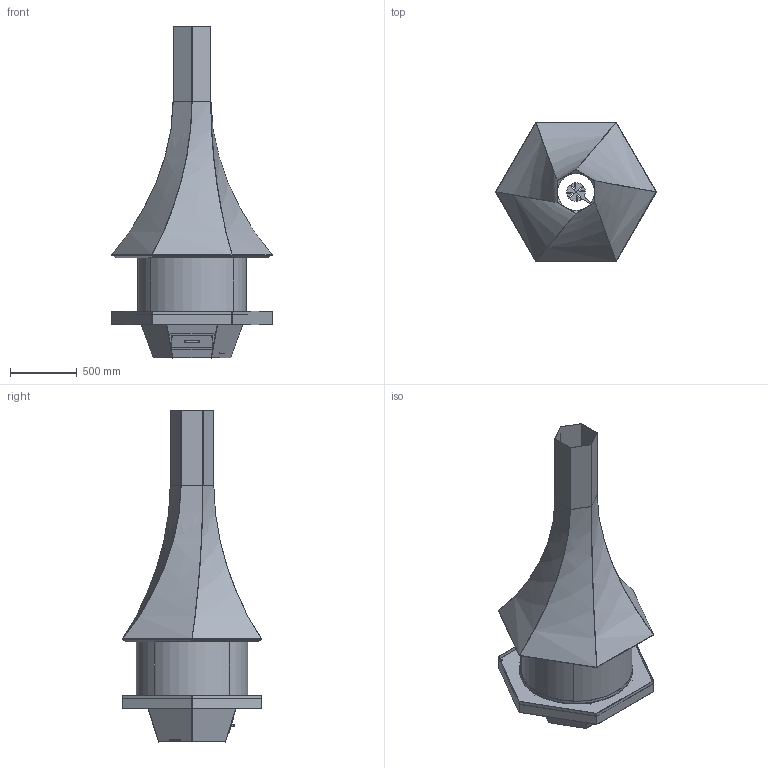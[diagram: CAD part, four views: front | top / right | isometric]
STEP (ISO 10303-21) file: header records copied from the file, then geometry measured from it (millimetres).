
FILE_DESCRIPTION(('STEP AP214'),'1');
FILE_NAME('.stp','2016-12-08T10:29:46',(' '),(' '),'Spatial InterOp 3D',' ',' ');
FILE_SCHEMA(('automotive_design'));
Length unit declared in the file: millimetre
Products named in the file (17): Vitre coulissante; Vitre fixe; Ensemble socle Eolia central F.F; Bandeau extérieur B; Bandeau extérieur A; Bac à cendres (Façade); Support de socle B; Support de socle A; Bac à cendres (Poignée); Rail repoussé; Plateau briques; Cône grille repoussé; Palette A.A.F; Hotte (Face A)
Assembly tree (21 placements, depth 3):
  (unnamed)
    Vitre coulissante
    Vitre fixe
      Vitre fixe
      Vitre fixe
    Ensemble socle Eolia central F.F
      Bandeau extérieur B
      Bandeau extérieur A
      Bac à cendres (Façade)
      Support de socle B
      Support de socle A
      Bac à cendres (Poignée)
      Rail repoussé
      Plateau briques
      Cône grille repoussé
      Palette A.A.F
    Hotte (Face A)  x6
Bounding box: 1205.22 x 1045 x 2490.1 mm (x, y, z)
Volume: 16752825.1 mm3; surface area: 13340175.6 mm2
Topology: 22 solids, 22 shells, 651 faces, 1649 edges, 1042 vertices
Faces by surface type: plane 400, cylinder 109, extrusion 70, bspline 62, offset 6, cone 4
Full cylindrical faces by diameter (mm): 6 x1, 7.2 x4, 611.579 x1, 816 x1, 820 x1, 844 x1, 848 x1
Entity records: 21776 total; most frequent: CARTESIAN_POINT 4291, ORIENTED_EDGE 2750, DIRECTION 2391, EDGE_CURVE 1375, VECTOR 1051, LINE 981, VERTEX_POINT 902, AXIS2_PLACEMENT_3D 670
